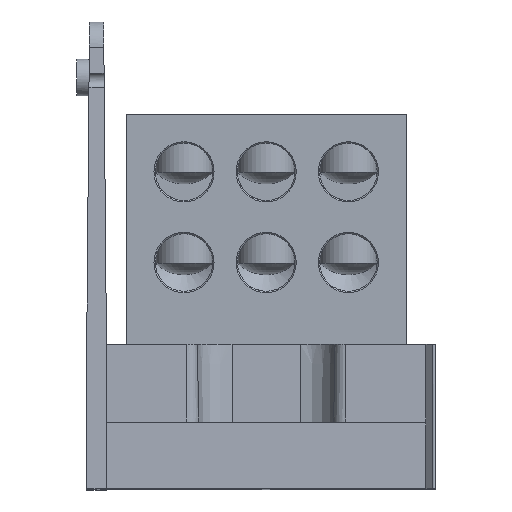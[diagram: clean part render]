
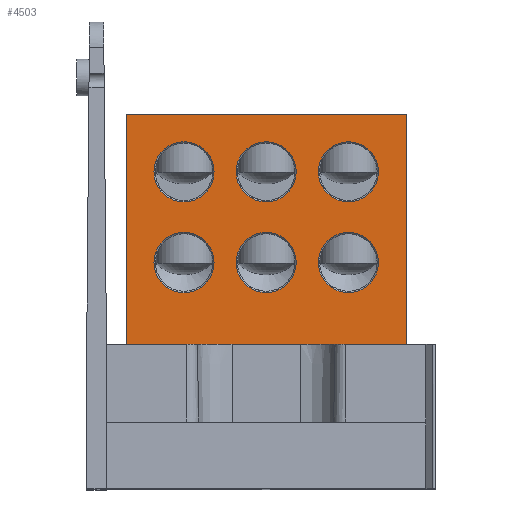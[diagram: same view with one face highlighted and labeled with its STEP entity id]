
A CAD part, top view. The second image highlights one B-rep face of the part: STEP entity #4503.
In plain terms, the highlighted planar face has unit normal (0, 0, 1).
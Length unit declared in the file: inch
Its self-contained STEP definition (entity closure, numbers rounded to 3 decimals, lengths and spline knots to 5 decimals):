
#1426 = VERTEX_POINT ( 'NONE', #5766 ) ;
#2460 = CARTESIAN_POINT ( 'NONE',  ( -1.065, 1.1, 1.75 ) ) ;
#2697 = DIRECTION ( 'NONE',  ( -1., 0., 0. ) ) ;
#3547 = ORIENTED_EDGE ( 'NONE', *, *, #31981, .T. ) ;
#4503 = ADVANCED_FACE ( 'NONE', ( #36538, #25798, #7840, #35413, #34128, #20975, #18191 ), #28331, .F. ) ;
#5160 = EDGE_CURVE ( 'NONE', #36682, #24012, #14736, .T. ) ;
#5192 = AXIS2_PLACEMENT_3D ( 'NONE', #6136, #26240, #9108 ) ;
#5766 = CARTESIAN_POINT ( 'NONE',  ( -1.065, 1.1, 1.75 ) ) ;
#6136 = CARTESIAN_POINT ( 'NONE',  ( 0.625, 2.412, 1.75 ) ) ;
#6316 = CARTESIAN_POINT ( 'NONE',  ( -1.065, 2.85, 1.75 ) ) ;
#7243 = CARTESIAN_POINT ( 'NONE',  ( 0., 2.412, 1.75 ) ) ;
#7261 = CIRCLE ( 'NONE', #33985, 0.22875 ) ;
#7647 = ORIENTED_EDGE ( 'NONE', *, *, #21025, .T. ) ;
#7840 = FACE_BOUND ( 'NONE', #22941, .T. ) ;
#8252 = EDGE_CURVE ( 'NONE', #29629, #24012, #10407, .T. ) ;
#8553 = LINE ( 'NONE', #2460, #8665 ) ;
#8665 = VECTOR ( 'NONE', #22588, 39.37008 ) ;
#9060 = EDGE_CURVE ( 'NONE', #21787, #21787, #34441, .T. ) ;
#9108 = DIRECTION ( 'NONE',  ( -1., 0., 0. ) ) ;
#10113 = CARTESIAN_POINT ( 'NONE',  ( 0.625, 1.722, 1.75 ) ) ;
#10192 = DIRECTION ( 'NONE',  ( -1., 0., 0. ) ) ;
#10407 = LINE ( 'NONE', #30176, #10477 ) ;
#10477 = VECTOR ( 'NONE', #13113, 39.37008 ) ;
#13021 = DIRECTION ( 'NONE',  ( -1., 0., 0. ) ) ;
#13113 = DIRECTION ( 'NONE',  ( 0., 1., 0. ) ) ;
#13235 = ORIENTED_EDGE ( 'NONE', *, *, #27950, .F. ) ;
#13367 = CARTESIAN_POINT ( 'NONE',  ( -0.22875, 2.412, 1.75 ) ) ;
#13459 = CIRCLE ( 'NONE', #18704, 0.22875 ) ;
#14279 = DIRECTION ( 'NONE',  ( 0., 0., -1. ) ) ;
#14412 = VECTOR ( 'NONE', #26399, 39.37008 ) ;
#14483 = CARTESIAN_POINT ( 'NONE',  ( 1.065, 1.1, 1.75 ) ) ;
#14516 = ORIENTED_EDGE ( 'NONE', *, *, #8252, .T. ) ;
#14736 = LINE ( 'NONE', #6316, #14412 ) ;
#14888 = LINE ( 'NONE', #36201, #17735 ) ;
#14944 = CARTESIAN_POINT ( 'NONE',  ( -0.625, 1.722, 1.75 ) ) ;
#15163 = EDGE_LOOP ( 'NONE', ( #14516, #22682, #13235, #22866 ) ) ;
#16056 = AXIS2_PLACEMENT_3D ( 'NONE', #34137, #17262, #36896 ) ;
#16315 = EDGE_LOOP ( 'NONE', ( #3547 ) ) ;
#16575 = EDGE_LOOP ( 'NONE', ( #27408 ) ) ;
#16644 = DIRECTION ( 'NONE',  ( 0., 1., 0. ) ) ;
#17262 = DIRECTION ( 'NONE',  ( 0., 0., -1. ) ) ;
#17735 = VECTOR ( 'NONE', #16644, 39.37008 ) ;
#17856 = DIRECTION ( 'NONE',  ( -1., 0., 0. ) ) ;
#17895 = AXIS2_PLACEMENT_3D ( 'NONE', #14944, #34725, #17856 ) ;
#18191 = FACE_OUTER_BOUND ( 'NONE', #15163, .T. ) ;
#18377 = EDGE_CURVE ( 'NONE', #23677, #23677, #19245, .T. ) ;
#18704 = AXIS2_PLACEMENT_3D ( 'NONE', #7243, #27292, #10192 ) ;
#18736 = EDGE_LOOP ( 'NONE', ( #32077 ) ) ;
#19245 = CIRCLE ( 'NONE', #27913, 0.22875 ) ;
#19508 = CARTESIAN_POINT ( 'NONE',  ( 0.39625, 1.722, 1.75 ) ) ;
#19607 = CARTESIAN_POINT ( 'NONE',  ( 1.065, 2.85, 1.75 ) ) ;
#19982 = DIRECTION ( 'NONE',  ( 0., 0., -1. ) ) ;
#20678 = ORIENTED_EDGE ( 'NONE', *, *, #36240, .T. ) ;
#20975 = FACE_BOUND ( 'NONE', #16315, .T. ) ;
#21025 = EDGE_CURVE ( 'NONE', #24280, #24280, #13459, .T. ) ;
#21429 = CARTESIAN_POINT ( 'NONE',  ( -0.85375, 1.722, 1.75 ) ) ;
#21787 = VERTEX_POINT ( 'NONE', #21429 ) ;
#22588 = DIRECTION ( 'NONE',  ( 1., 0., 0. ) ) ;
#22682 = ORIENTED_EDGE ( 'NONE', *, *, #5160, .F. ) ;
#22866 = ORIENTED_EDGE ( 'NONE', *, *, #30664, .T. ) ;
#22941 = EDGE_LOOP ( 'NONE', ( #20678 ) ) ;
#23479 = ORIENTED_EDGE ( 'NONE', *, *, #18377, .T. ) ;
#23677 = VERTEX_POINT ( 'NONE', #33075 ) ;
#24012 = VERTEX_POINT ( 'NONE', #19607 ) ;
#24278 = AXIS2_PLACEMENT_3D ( 'NONE', #31279, #14279, #34086 ) ;
#24280 = VERTEX_POINT ( 'NONE', #13367 ) ;
#25623 = CIRCLE ( 'NONE', #16056, 0.22875 ) ;
#25798 = FACE_BOUND ( 'NONE', #30878, .T. ) ;
#26240 = DIRECTION ( 'NONE',  ( 0., 0., -1. ) ) ;
#26340 = VERTEX_POINT ( 'NONE', #19508 ) ;
#26399 = DIRECTION ( 'NONE',  ( 1., 0., 0. ) ) ;
#26904 = VERTEX_POINT ( 'NONE', #33695 ) ;
#27292 = DIRECTION ( 'NONE',  ( 0., 0., -1. ) ) ;
#27397 = VERTEX_POINT ( 'NONE', #31022 ) ;
#27408 = ORIENTED_EDGE ( 'NONE', *, *, #34296, .T. ) ;
#27537 = EDGE_LOOP ( 'NONE', ( #23479 ) ) ;
#27913 = AXIS2_PLACEMENT_3D ( 'NONE', #36831, #19982, #2697 ) ;
#27950 = EDGE_CURVE ( 'NONE', #1426, #36682, #14888, .T. ) ;
#28331 = PLANE ( 'NONE',  #24278 ) ;
#29629 = VERTEX_POINT ( 'NONE', #14483 ) ;
#30086 = DIRECTION ( 'NONE',  ( 0., 0., -1. ) ) ;
#30176 = CARTESIAN_POINT ( 'NONE',  ( 1.065, 1.1, 1.75 ) ) ;
#30664 = EDGE_CURVE ( 'NONE', #1426, #29629, #8553, .T. ) ;
#30878 = EDGE_LOOP ( 'NONE', ( #7647 ) ) ;
#31022 = CARTESIAN_POINT ( 'NONE',  ( 0.39625, 2.412, 1.75 ) ) ;
#31279 = CARTESIAN_POINT ( 'NONE',  ( -1.065, 1.1, 1.75 ) ) ;
#31981 = EDGE_CURVE ( 'NONE', #26340, #26340, #7261, .T. ) ;
#32077 = ORIENTED_EDGE ( 'NONE', *, *, #9060, .T. ) ;
#32190 = CARTESIAN_POINT ( 'NONE',  ( -1.065, 2.85, 1.75 ) ) ;
#33075 = CARTESIAN_POINT ( 'NONE',  ( -0.85375, 2.412, 1.75 ) ) ;
#33695 = CARTESIAN_POINT ( 'NONE',  ( -0.22875, 1.722, 1.75 ) ) ;
#33985 = AXIS2_PLACEMENT_3D ( 'NONE', #10113, #30086, #13021 ) ;
#34086 = DIRECTION ( 'NONE',  ( -1., 0., 0. ) ) ;
#34128 = FACE_BOUND ( 'NONE', #16575, .T. ) ;
#34137 = CARTESIAN_POINT ( 'NONE',  ( 0., 1.722, 1.75 ) ) ;
#34296 = EDGE_CURVE ( 'NONE', #26904, #26904, #25623, .T. ) ;
#34441 = CIRCLE ( 'NONE', #17895, 0.22875 ) ;
#34725 = DIRECTION ( 'NONE',  ( 0., 0., -1. ) ) ;
#35413 = FACE_BOUND ( 'NONE', #18736, .T. ) ;
#36201 = CARTESIAN_POINT ( 'NONE',  ( -1.065, 1.1, 1.75 ) ) ;
#36240 = EDGE_CURVE ( 'NONE', #27397, #27397, #36383, .T. ) ;
#36383 = CIRCLE ( 'NONE', #5192, 0.22875 ) ;
#36538 = FACE_BOUND ( 'NONE', #27537, .T. ) ;
#36682 = VERTEX_POINT ( 'NONE', #32190 ) ;
#36831 = CARTESIAN_POINT ( 'NONE',  ( -0.625, 2.412, 1.75 ) ) ;
#36896 = DIRECTION ( 'NONE',  ( -1., 0., 0. ) ) ;
